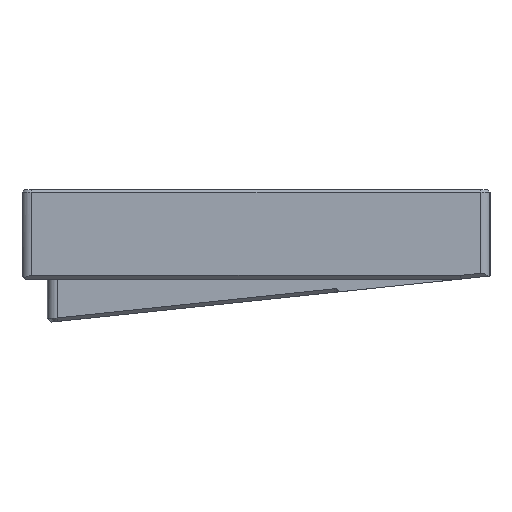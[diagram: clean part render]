
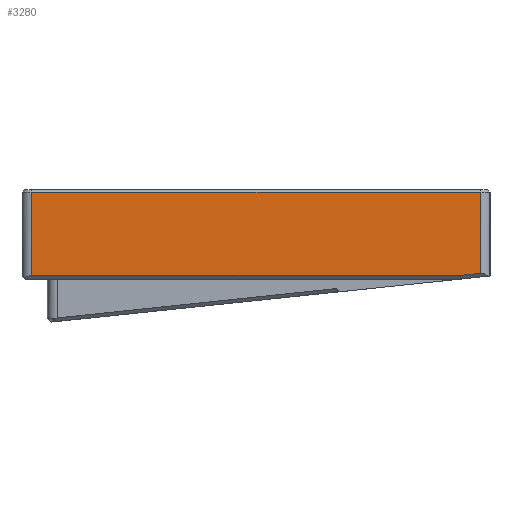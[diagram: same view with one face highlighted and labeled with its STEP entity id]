
A CAD part, left-side view. The second image highlights one B-rep face of the part: STEP entity #3280.
In plain terms, the highlighted planar face has unit normal (-1, 0, 0).
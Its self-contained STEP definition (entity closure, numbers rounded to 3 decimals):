
#102=PLANE('',#3569);
#211=FACE_OUTER_BOUND('',#413,.T.);
#413=EDGE_LOOP('',(#2532,#2533,#2534,#2535,#2536));
#771=LINE('',#5164,#1079);
#774=LINE('',#5171,#1082);
#790=LINE('',#5277,#1098);
#792=LINE('',#5285,#1100);
#874=LINE('',#5541,#1182);
#1079=VECTOR('',#3969,10.);
#1082=VECTOR('',#3976,1000.);
#1098=VECTOR('',#4016,10.);
#1100=VECTOR('',#4026,1000.);
#1182=VECTOR('',#4230,1000.);
#1424=VERTEX_POINT('',#5161);
#1425=VERTEX_POINT('',#5163);
#1427=VERTEX_POINT('',#5169);
#1443=VERTEX_POINT('',#5276);
#1445=VERTEX_POINT('',#5284);
#1768=EDGE_CURVE('',#1425,#1424,#771,.T.);
#1772=EDGE_CURVE('',#1424,#1427,#774,.T.);
#1798=EDGE_CURVE('',#1443,#1425,#790,.T.);
#1802=EDGE_CURVE('',#1445,#1443,#792,.F.);
#1930=EDGE_CURVE('',#1427,#1445,#874,.T.);
#2532=ORIENTED_EDGE('',*,*,#1772,.T.);
#2533=ORIENTED_EDGE('',*,*,#1930,.T.);
#2534=ORIENTED_EDGE('',*,*,#1802,.T.);
#2535=ORIENTED_EDGE('',*,*,#1798,.T.);
#2536=ORIENTED_EDGE('',*,*,#1768,.T.);
#3280=ADVANCED_FACE('',(#211),#102,.T.);
#3569=AXIS2_PLACEMENT_3D('',#5540,#4228,#4229);
#3969=DIRECTION('',(0.,-0.995,0.105));
#3976=DIRECTION('',(0.,0.,1.));
#4016=DIRECTION('',(0.,-1.,0.));
#4026=DIRECTION('',(0.,0.,1.));
#4228=DIRECTION('center_axis',(-1.,0.,0.));
#4229=DIRECTION('ref_axis',(0.,0.,1.));
#4230=DIRECTION('',(0.,1.,0.));
#5161=CARTESIAN_POINT('',(-157.375,-52.85,10.427));
#5163=CARTESIAN_POINT('',(-157.375,-48.148,9.933));
#5164=CARTESIAN_POINT('',(-157.375,0.507,4.819));
#5169=CARTESIAN_POINT('',(-157.375,-52.85,29.547));
#5171=CARTESIAN_POINT('',(-157.375,-52.85,30.047));
#5276=CARTESIAN_POINT('',(-157.375,52.85,9.933));
#5277=CARTESIAN_POINT('',(-157.375,-139.872,9.933));
#5284=CARTESIAN_POINT('',(-157.375,52.85,29.547));
#5285=CARTESIAN_POINT('',(-157.375,52.85,-0.002));
#5540=CARTESIAN_POINT('Origin',(-157.375,0.,-0.002));
#5541=CARTESIAN_POINT('',(-157.375,52.85,29.547));
